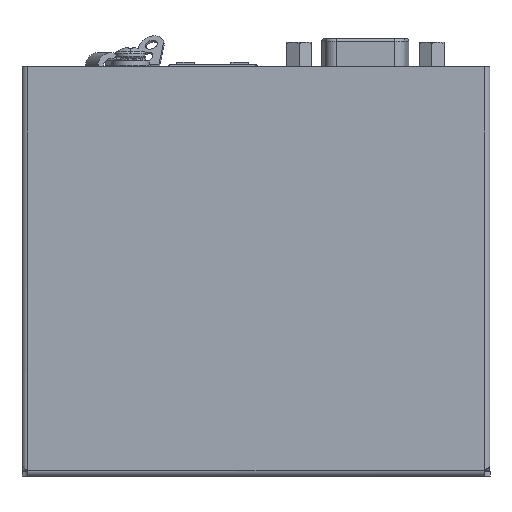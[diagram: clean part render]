
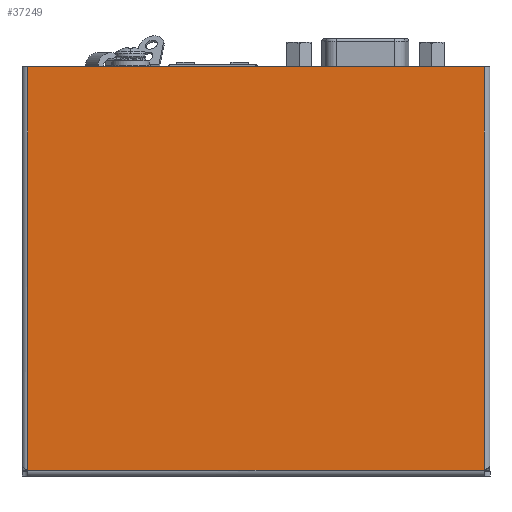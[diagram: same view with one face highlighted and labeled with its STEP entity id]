
A CAD part, front view. The second image highlights one B-rep face of the part: STEP entity #37249.
In plain terms, the highlighted planar face has unit normal (0, -1, 0).
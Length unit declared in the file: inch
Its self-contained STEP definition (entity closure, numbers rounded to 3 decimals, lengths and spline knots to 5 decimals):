
#63 = CARTESIAN_POINT ( 'NONE',  ( 1.74876, -0.82513, -1.30669 ) ) ;
#77 = CARTESIAN_POINT ( 'NONE',  ( -1.63701, -0.82513, -1.30595 ) ) ;
#79 = CARTESIAN_POINT ( 'NONE',  ( 1.74899, -0.82513, -1.30595 ) ) ;
#2918 = EDGE_LOOP ( 'NONE', ( #9075, #9073, #9027, #9024, #9001, #9059 ) ) ;
#9001 = ORIENTED_EDGE ( 'NONE', *, *, #35724, .F. ) ;
#9024 = ORIENTED_EDGE ( 'NONE', *, *, #35727, .T. ) ;
#9027 = ORIENTED_EDGE ( 'NONE', *, *, #38607, .F. ) ;
#9059 = ORIENTED_EDGE ( 'NONE', *, *, #38655, .T. ) ;
#9073 = ORIENTED_EDGE ( 'NONE', *, *, #38634, .T. ) ;
#9075 = ORIENTED_EDGE ( 'NONE', *, *, #35720, .F. ) ;
#10055 = VERTEX_POINT ( 'NONE', #44758 ) ;
#10078 = VERTEX_POINT ( 'NONE', #44748 ) ;
#10091 = VERTEX_POINT ( 'NONE', #44755 ) ;
#27044 = VECTOR ( 'NONE', #28551, 39.37008 ) ;
#27047 = CIRCLE ( 'NONE', #27087, 0.06 ) ;
#27053 = VECTOR ( 'NONE', #28543, 39.37008 ) ;
#27087 = AXIS2_PLACEMENT_3D ( 'NONE', #28568, #28535, #28537 ) ;
#28473 = LINE ( 'NONE', #28529, #27053 ) ;
#28529 = CARTESIAN_POINT ( 'NONE',  ( 1.74899, -0.82513, -2.23869 ) ) ;
#28535 = DIRECTION ( 'NONE',  ( 0., 1., 0. ) ) ;
#28537 = DIRECTION ( 'NONE',  ( 0., 0., -1. ) ) ;
#28539 = CARTESIAN_POINT ( 'NONE',  ( 1.74099, -0.82513, -1.30669 ) ) ;
#28543 = DIRECTION ( 'NONE',  ( 0., 0., -1. ) ) ;
#28546 = LINE ( 'NONE', #28539, #27044 ) ;
#28551 = DIRECTION ( 'NONE',  ( -1., 0., 0. ) ) ;
#28568 = CARTESIAN_POINT ( 'NONE',  ( -1.69401, -0.82513, -1.32469 ) ) ;
#35720 = EDGE_CURVE ( 'NONE', #10091, #60994, #28473, .T. ) ;
#35724 = EDGE_CURVE ( 'NONE', #61039, #10078, #28546, .T. ) ;
#35727 = EDGE_CURVE ( 'NONE', #61033, #10078, #27047, .T. ) ;
#37249 = ADVANCED_FACE ( 'NONE', ( #49361 ), #49407, .T. ) ;
#38607 = EDGE_CURVE ( 'NONE', #61033, #10055, #57945, .T. ) ;
#38634 = EDGE_CURVE ( 'NONE', #10091, #10055, #58159, .T. ) ;
#38655 = EDGE_CURVE ( 'NONE', #61039, #60994, #51259, .T. ) ;
#44748 = CARTESIAN_POINT ( 'NONE',  ( -1.63677, -0.82513, -1.30669 ) ) ;
#44755 = CARTESIAN_POINT ( 'NONE',  ( 1.74899, -0.82513, 1.68531 ) ) ;
#44758 = CARTESIAN_POINT ( 'NONE',  ( -1.63701, -0.82513, 1.68531 ) ) ;
#48231 = AXIS2_PLACEMENT_3D ( 'NONE', #49381, #49393, #49395 ) ;
#49361 = FACE_OUTER_BOUND ( 'NONE', #2918, .T. ) ;
#49381 = CARTESIAN_POINT ( 'NONE',  ( 1.74099, -0.82513, -2.23869 ) ) ;
#49393 = DIRECTION ( 'NONE',  ( 0., -1., 0. ) ) ;
#49395 = DIRECTION ( 'NONE',  ( 0., 0., -1. ) ) ;
#49407 = PLANE ( 'NONE',  #48231 ) ;
#51259 = CIRCLE ( 'NONE', #51277, 0.06 ) ;
#51277 = AXIS2_PLACEMENT_3D ( 'NONE', #58309, #58328, #58344 ) ;
#52416 = VECTOR ( 'NONE', #57949, 39.37008 ) ;
#52422 = VECTOR ( 'NONE', #58176, 39.37008 ) ;
#57945 = LINE ( 'NONE', #57968, #52416 ) ;
#57949 = DIRECTION ( 'NONE',  ( 0., 0., 1. ) ) ;
#57968 = CARTESIAN_POINT ( 'NONE',  ( -1.63701, -0.82513, -2.23869 ) ) ;
#58159 = LINE ( 'NONE', #58222, #52422 ) ;
#58176 = DIRECTION ( 'NONE',  ( -1., 0., 0. ) ) ;
#58222 = CARTESIAN_POINT ( 'NONE',  ( -2.60004, -0.82513, 1.68531 ) ) ;
#58309 = CARTESIAN_POINT ( 'NONE',  ( 1.80599, -0.82513, -1.32469 ) ) ;
#58328 = DIRECTION ( 'NONE',  ( 0., 1., 0. ) ) ;
#58344 = DIRECTION ( 'NONE',  ( 0., 0., -1. ) ) ;
#60994 = VERTEX_POINT ( 'NONE', #79 ) ;
#61033 = VERTEX_POINT ( 'NONE', #77 ) ;
#61039 = VERTEX_POINT ( 'NONE', #63 ) ;
